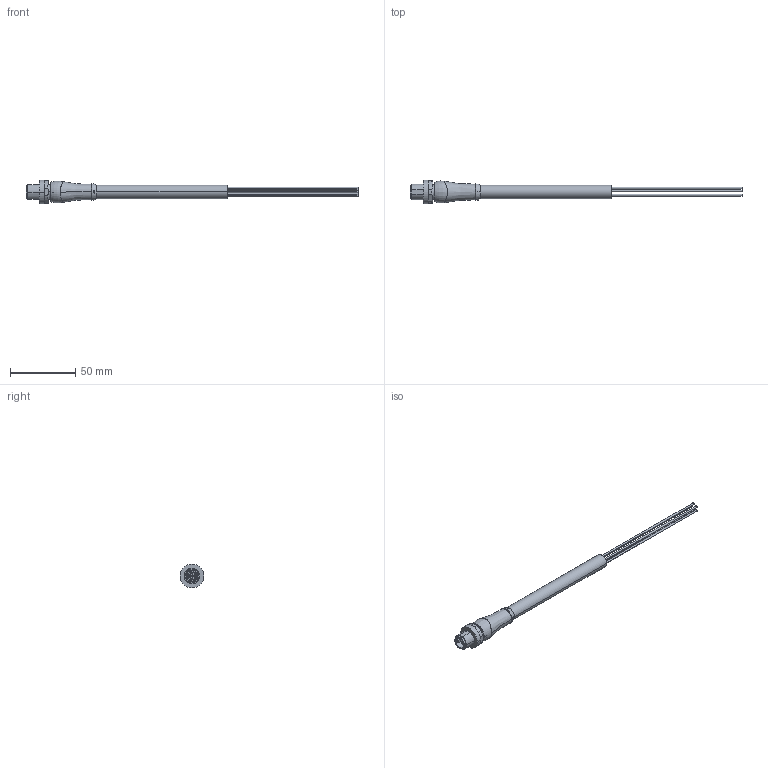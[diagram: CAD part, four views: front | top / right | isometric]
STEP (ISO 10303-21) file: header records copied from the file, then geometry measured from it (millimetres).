
FILE_DESCRIPTION (( 'STEP AP203' ), '1' );
FILE_NAME ('7700-P4201-U0P0300.step', '2021-12-20T18:05:27', ( '' ), ( '' ), 'SwSTEP 2.0', 'SolidWorks 2021', '' );
FILE_SCHEMA (( 'CONFIG_CONTROL_DESIGN' ));
Length unit declared in the file: millimetre
Products named in the file (1): 7700-P4201-U0P0300
Bounding box: 254.1 x 18 x 18 mm (x, y, z)
Volume: 17489.5 mm3; surface area: 9109.9 mm2
Topology: 1 solids, 3 shells, 190 faces, 475 edges, 316 vertices
Faces by surface type: plane 87, cylinder 51, bspline 20, torus 18, cone 14
Entity records: 10992 total; most frequent: CARTESIAN_POINT 6531, ORIENTED_EDGE 950, DIRECTION 860, EDGE_CURVE 475, AXIS2_PLACEMENT_3D 338, VERTEX_POINT 316, EDGE_LOOP 215, FACE_OUTER_BOUND 190
